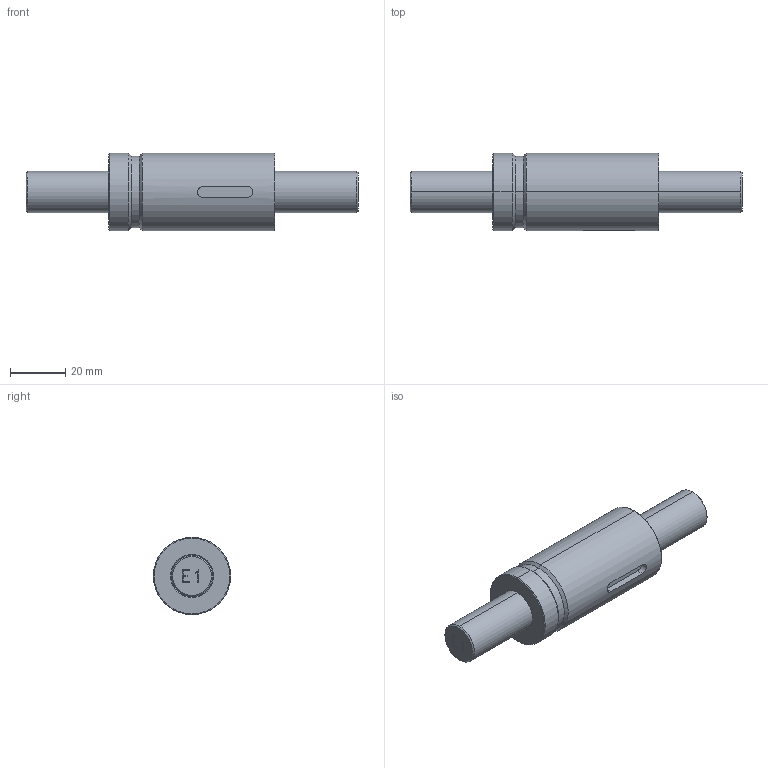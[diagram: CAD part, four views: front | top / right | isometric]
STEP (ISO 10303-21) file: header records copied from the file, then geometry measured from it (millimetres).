
FILE_DESCRIPTION(('HOOPS Exchange Step'),'2;1');
FILE_NAME('export-18FAE361-04F9-4EDC-98FC-884E277D65D3.stp','2024-09-07T10:05:19+02:00',('Engineering'),('Alibre'),'HOOPS Exchange 2024.3','Alibre','Unknown authorisation');
FILE_SCHEMA( ('AP242_MANAGED_MODEL_BASED_3D_ENGINEERING_MIM_LF {1 0 10303 442 1 1 4 }') );
Length unit declared in the file: millimetre
Products named in the file (3): 713-2 HIWIN Ballnut R16-10T3-RSI; 713-1 HIWIN Ballnut R16-10T3-RSI; 713 HIWIN Ballnut R16-10T3-RSI
Assembly tree (2 placements, depth 2):
  713 HIWIN Ballnut R16-10T3-RSI
    713-2 HIWIN Ballnut R16-10T3-RSI
    713-1 HIWIN Ballnut R16-10T3-RSI
Bounding box: 120 x 28 x 28 mm (x, y, z)
Volume: 46995.8 mm3; surface area: 15068 mm2
Topology: 2 solids, 2 shells, 98 faces, 247 edges, 158 vertices
Faces by surface type: plane 70, cone 16, cylinder 12
Entity records: 3203 total; most frequent: CARTESIAN_POINT 585, ORIENTED_EDGE 494, DIRECTION 487, EDGE_CURVE 247, VECTOR 211, LINE 211, VERTEX_POINT 158, AXIS2_PLACEMENT_3D 138
